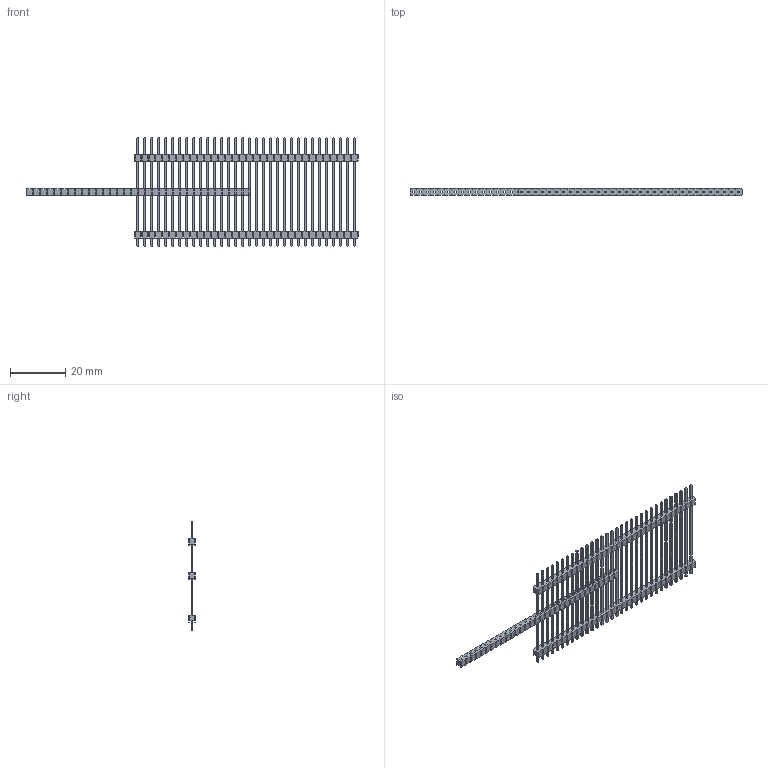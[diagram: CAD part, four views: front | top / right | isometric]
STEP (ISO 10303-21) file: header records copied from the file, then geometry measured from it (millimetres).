
FILE_DESCRIPTION( ( 'Unknown' ), '1' );
FILE_NAME( '61303218521.stp', 'Unknown', ( 'Unknown' ), ( 'Unknown' ), 'PSStep 14.0', 'Unknown', ' ' );
FILE_SCHEMA( ( 'AUTOMOTIVE_DESIGN { 1 0 10303 214 1 1 1 1 }' ) );
Length unit declared in the file: millimetre
Products named in the file (3): Assem1; 6130321xx21; 61303218521
Bounding box: 120.65 x 2.54 x 39.48 mm (x, y, z)
Volume: 1766.4 mm3; surface area: 6688.8 mm2
Topology: 36 solids, 36 shells, 1818 faces, 4974 edges, 3228 vertices
Faces by surface type: plane 1818
Entity records: 19308 total; most frequent: CARTESIAN_POINT 2795, ORIENTED_EDGE 2756, DIRECTION 2380, EDGE_CURVE 1378, LINE 1378, VECTOR 1378, VERTEX_POINT 916, EDGE_LOOP 530
